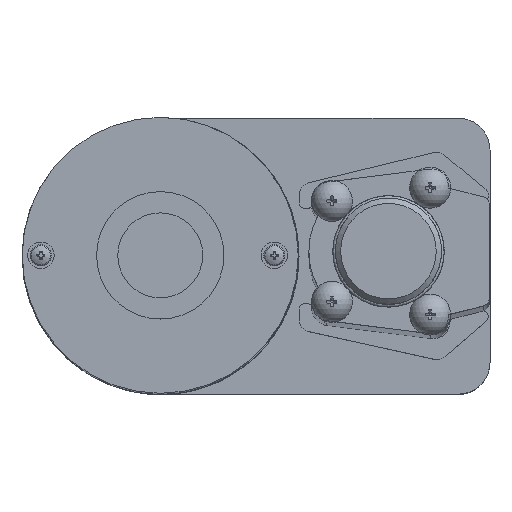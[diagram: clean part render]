
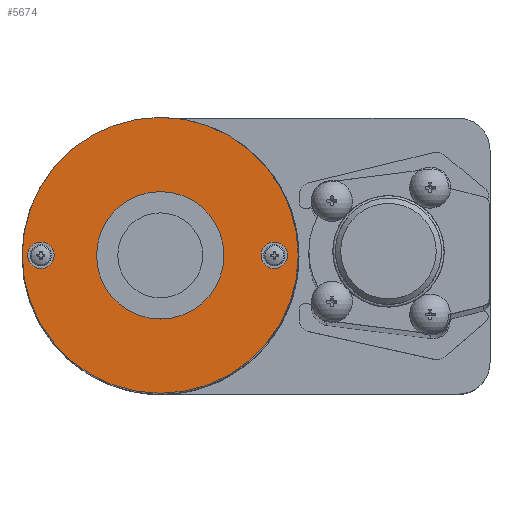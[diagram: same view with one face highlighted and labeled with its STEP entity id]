
A CAD part, top view. The second image highlights one B-rep face of the part: STEP entity #5674.
In plain terms, the highlighted planar face has unit normal (0, 0, 1).
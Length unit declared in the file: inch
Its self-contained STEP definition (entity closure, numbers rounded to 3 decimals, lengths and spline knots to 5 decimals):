
#176=FACE_BOUND('',#1108,.T.);
#177=FACE_BOUND('',#1109,.T.);
#178=FACE_BOUND('',#1110,.T.);
#421=CIRCLE('',#6180,0.09843);
#422=CIRCLE('',#6181,0.09843);
#423=CIRCLE('',#6183,0.47244);
#424=CIRCLE('',#6184,0.47244);
#425=CIRCLE('',#6186,0.09843);
#426=CIRCLE('',#6187,0.09843);
#427=CIRCLE('',#6189,1.02362);
#428=CIRCLE('',#6190,1.02362);
#791=FACE_OUTER_BOUND('',#1107,.T.);
#1107=EDGE_LOOP('',(#4215,#4216));
#1108=EDGE_LOOP('',(#4217,#4218));
#1109=EDGE_LOOP('',(#4219,#4220));
#1110=EDGE_LOOP('',(#4221,#4222));
#2282=VERTEX_POINT('',#10171);
#2283=VERTEX_POINT('',#10173);
#2284=VERTEX_POINT('',#10177);
#2285=VERTEX_POINT('',#10179);
#2286=VERTEX_POINT('',#10183);
#2287=VERTEX_POINT('',#10185);
#2288=VERTEX_POINT('',#10189);
#2289=VERTEX_POINT('',#10190);
#2975=EDGE_CURVE('',#2282,#2283,#421,.T.);
#2976=EDGE_CURVE('',#2283,#2282,#422,.T.);
#2978=EDGE_CURVE('',#2284,#2285,#423,.T.);
#2979=EDGE_CURVE('',#2285,#2284,#424,.T.);
#2981=EDGE_CURVE('',#2286,#2287,#425,.T.);
#2982=EDGE_CURVE('',#2287,#2286,#426,.T.);
#2983=EDGE_CURVE('',#2288,#2289,#427,.T.);
#2984=EDGE_CURVE('',#2289,#2288,#428,.T.);
#4215=ORIENTED_EDGE('',*,*,#2983,.T.);
#4216=ORIENTED_EDGE('',*,*,#2984,.T.);
#4217=ORIENTED_EDGE('',*,*,#2982,.F.);
#4218=ORIENTED_EDGE('',*,*,#2981,.F.);
#4219=ORIENTED_EDGE('',*,*,#2979,.F.);
#4220=ORIENTED_EDGE('',*,*,#2978,.F.);
#4221=ORIENTED_EDGE('',*,*,#2976,.F.);
#4222=ORIENTED_EDGE('',*,*,#2975,.F.);
#5137=PLANE('',#6188);
#5674=ADVANCED_FACE('',(#791,#176,#177,#178),#5137,.T.);
#6180=AXIS2_PLACEMENT_3D('',#10174,#7336,#7337);
#6181=AXIS2_PLACEMENT_3D('',#10175,#7338,#7339);
#6183=AXIS2_PLACEMENT_3D('',#10180,#7343,#7344);
#6184=AXIS2_PLACEMENT_3D('',#10181,#7345,#7346);
#6186=AXIS2_PLACEMENT_3D('',#10186,#7350,#7351);
#6187=AXIS2_PLACEMENT_3D('',#10187,#7352,#7353);
#6188=AXIS2_PLACEMENT_3D('',#10188,#7354,#7355);
#6189=AXIS2_PLACEMENT_3D('',#10191,#7356,#7357);
#6190=AXIS2_PLACEMENT_3D('',#10192,#7358,#7359);
#7336=DIRECTION('center_axis',(0.,0.,1.));
#7337=DIRECTION('ref_axis',(1.,0.,0.));
#7338=DIRECTION('center_axis',(0.,0.,1.));
#7339=DIRECTION('ref_axis',(1.,0.,0.));
#7343=DIRECTION('center_axis',(0.,0.,1.));
#7344=DIRECTION('ref_axis',(1.,0.,0.));
#7345=DIRECTION('center_axis',(0.,0.,1.));
#7346=DIRECTION('ref_axis',(1.,0.,0.));
#7350=DIRECTION('center_axis',(0.,0.,1.));
#7351=DIRECTION('ref_axis',(1.,0.,0.));
#7352=DIRECTION('center_axis',(0.,0.,1.));
#7353=DIRECTION('ref_axis',(1.,0.,0.));
#7354=DIRECTION('center_axis',(0.,0.,1.));
#7355=DIRECTION('ref_axis',(1.,0.,0.));
#7356=DIRECTION('center_axis',(0.,0.,1.));
#7357=DIRECTION('ref_axis',(1.,0.,0.));
#7358=DIRECTION('center_axis',(0.,0.,1.));
#7359=DIRECTION('ref_axis',(1.,0.,0.));
#10171=CARTESIAN_POINT('',(0.47244,0.,4.67717));
#10173=CARTESIAN_POINT('',(0.66929,0.,4.67717));
#10174=CARTESIAN_POINT('Origin',(0.57087,0.,4.67717));
#10175=CARTESIAN_POINT('Origin',(0.57087,0.,4.67717));
#10177=CARTESIAN_POINT('',(-0.74803,0.,4.67717));
#10179=CARTESIAN_POINT('',(0.19685,0.,4.67717));
#10180=CARTESIAN_POINT('Origin',(-0.27559,0.,4.67717));
#10181=CARTESIAN_POINT('Origin',(-0.27559,0.,4.67717));
#10183=CARTESIAN_POINT('',(-1.25984,0.,4.67717));
#10185=CARTESIAN_POINT('',(-1.06299,0.,4.67717));
#10186=CARTESIAN_POINT('Origin',(-1.16142,0.,4.67717));
#10187=CARTESIAN_POINT('Origin',(-1.16142,0.,4.67717));
#10188=CARTESIAN_POINT('Origin',(-0.27559,0.,4.67717));
#10189=CARTESIAN_POINT('',(0.74803,0.,4.67717));
#10190=CARTESIAN_POINT('',(-1.29921,0.,4.67717));
#10191=CARTESIAN_POINT('Origin',(-0.27559,0.,4.67717));
#10192=CARTESIAN_POINT('Origin',(-0.27559,0.,4.67717));
